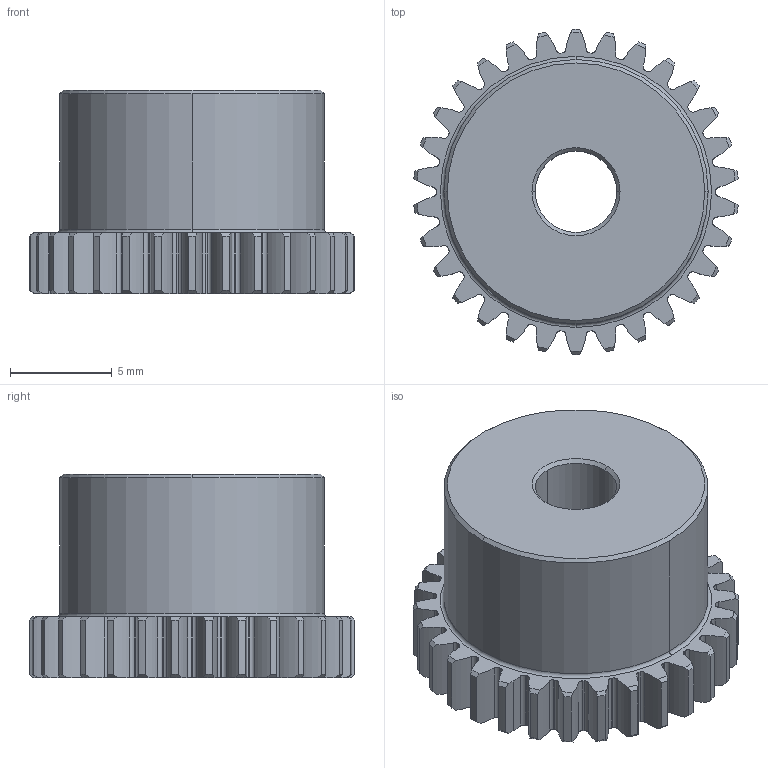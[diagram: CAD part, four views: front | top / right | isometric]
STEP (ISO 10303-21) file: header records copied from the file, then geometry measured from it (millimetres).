
FILE_DESCRIPTION (( 'STEP AP214' ), '1' );
FILE_NAME ('2664N423_Metal Gear - 20 Degree Pressure Angle.STEP', '2025-03-16T20:01:47', ( '' ), ( '' ), 'SwSTEP 2.0', 'SolidWorks 2023', '' );
FILE_SCHEMA (( 'AUTOMOTIVE_DESIGN' ));
Length unit declared in the file: millimetre
Products named in the file (1): 2664N423_Metal Gear - 20 Degree Pressure Angle
Bounding box: 15.95 x 16 x 10 mm (x, y, z)
Volume: 1328 mm3; surface area: 999.4 mm2
Topology: 1 solids, 1 shells, 266 faces, 787 edges, 524 vertices
Faces by surface type: cylinder 165, cone 66, plane 33, torus 2
Entity records: 9248 total; most frequent: CARTESIAN_POINT 1950, DIRECTION 1599, ORIENTED_EDGE 1574, EDGE_CURVE 787, AXIS2_PLACEMENT_3D 669, VERTEX_POINT 524, CIRCLE 402, EDGE_LOOP 269
